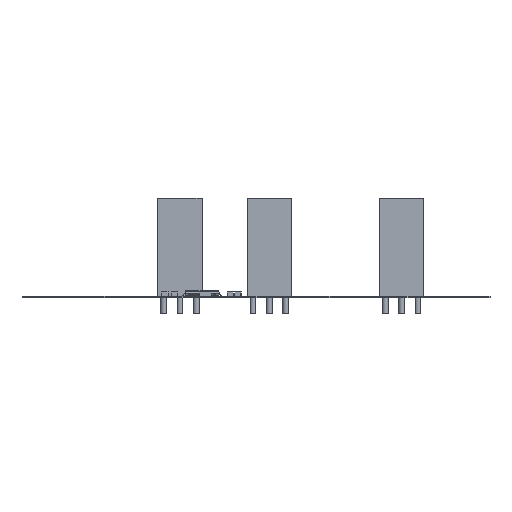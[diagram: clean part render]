
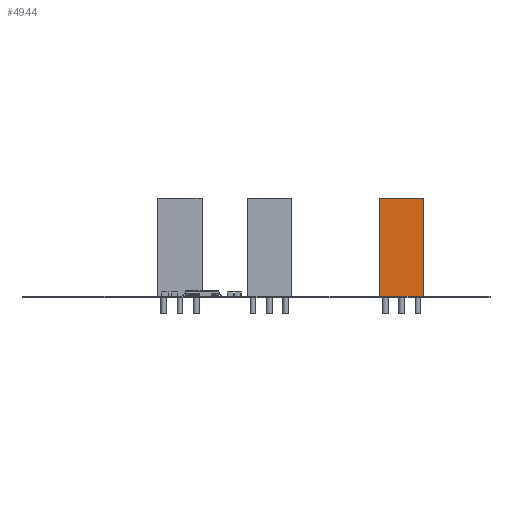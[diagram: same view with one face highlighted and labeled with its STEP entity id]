
A CAD part, left-side view. The second image highlights one B-rep face of the part: STEP entity #4944.
In plain terms, the highlighted face is planar.
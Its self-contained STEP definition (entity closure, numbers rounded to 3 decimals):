
#4944 = ADVANCED_FACE('',(#4945),#4979,.T.);
#4945 = FACE_BOUND('',#4946,.T.);
#4946 = EDGE_LOOP('',(#4947,#4957,#4965,#4973));
#4947 = ORIENTED_EDGE('',*,*,#4948,.T.);
#4948 = EDGE_CURVE('',#4949,#4951,#4953,.T.);
#4949 = VERTEX_POINT('',#4950);
#4950 = CARTESIAN_POINT('',(-1.65,3.3,0.));
#4951 = VERTEX_POINT('',#4952);
#4952 = CARTESIAN_POINT('',(-1.65,3.3,28.2));
#4953 = LINE('',#4954,#4955);
#4954 = CARTESIAN_POINT('',(-1.65,3.3,0.));
#4955 = VECTOR('',#4956,1.);
#4956 = DIRECTION('',(0.,0.,1.));
#4957 = ORIENTED_EDGE('',*,*,#4958,.T.);
#4958 = EDGE_CURVE('',#4951,#4959,#4961,.T.);
#4959 = VERTEX_POINT('',#4960);
#4960 = CARTESIAN_POINT('',(11.05,3.3,28.2));
#4961 = LINE('',#4962,#4963);
#4962 = CARTESIAN_POINT('',(-1.65,3.3,28.2));
#4963 = VECTOR('',#4964,1.);
#4964 = DIRECTION('',(1.,0.,0.));
#4965 = ORIENTED_EDGE('',*,*,#4966,.F.);
#4966 = EDGE_CURVE('',#4967,#4959,#4969,.T.);
#4967 = VERTEX_POINT('',#4968);
#4968 = CARTESIAN_POINT('',(11.05,3.3,0.));
#4969 = LINE('',#4970,#4971);
#4970 = CARTESIAN_POINT('',(11.05,3.3,0.));
#4971 = VECTOR('',#4972,1.);
#4972 = DIRECTION('',(0.,0.,1.));
#4973 = ORIENTED_EDGE('',*,*,#4974,.F.);
#4974 = EDGE_CURVE('',#4949,#4967,#4975,.T.);
#4975 = LINE('',#4976,#4977);
#4976 = CARTESIAN_POINT('',(-1.65,3.3,0.));
#4977 = VECTOR('',#4978,1.);
#4978 = DIRECTION('',(1.,0.,0.));
#4979 = PLANE('',#4980);
#4980 = AXIS2_PLACEMENT_3D('',#4981,#4982,#4983);
#4981 = CARTESIAN_POINT('',(-1.65,3.3,0.));
#4982 = DIRECTION('',(0.,1.,0.));
#4983 = DIRECTION('',(1.,0.,0.));
